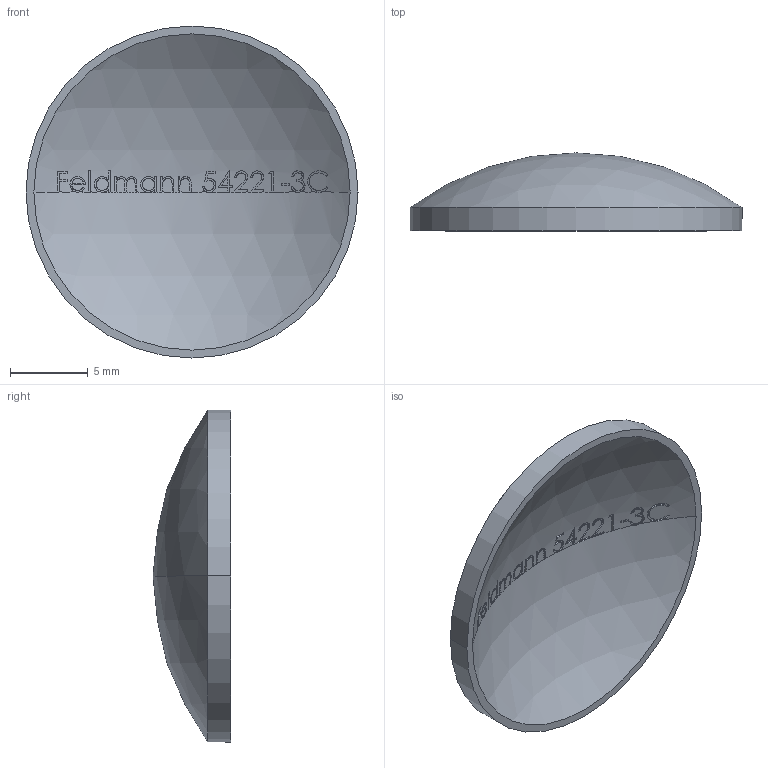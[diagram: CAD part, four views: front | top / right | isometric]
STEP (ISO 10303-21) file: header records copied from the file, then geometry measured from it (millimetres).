
FILE_DESCRIPTION (( 'STEP AP203' ), '1' );
FILE_NAME ('54221-3C.step', '2018-12-11T12:11:35', ( '' ), ( '' ), 'SwSTEP 2.0', 'SolidWorks 2015', '' );
FILE_SCHEMA (( 'CONFIG_CONTROL_DESIGN' ));
Length unit declared in the file: millimetre
Products named in the file (1): 54221-3C
Bounding box: 21.3 x 5 x 21.3 mm (x, y, z)
Volume: 591.7 mm3; surface area: 898.9 mm2
Topology: 1 solids, 1 shells, 230 faces, 636 edges, 414 vertices
Faces by surface type: plane 101, bspline 91, sphere 36, cylinder 2
Entity records: 11867 total; most frequent: CARTESIAN_POINT 6427, ORIENTED_EDGE 1272, DIRECTION 915, EDGE_CURVE 636, VERTEX_POINT 414, AXIS2_PLACEMENT_3D 361, EDGE_LOOP 236, ADVANCED_FACE 230
